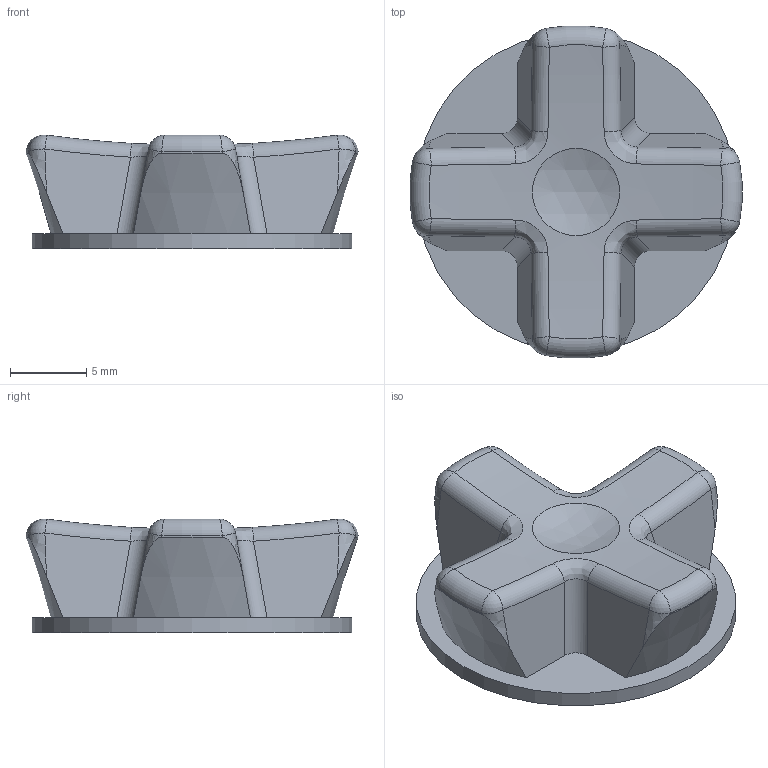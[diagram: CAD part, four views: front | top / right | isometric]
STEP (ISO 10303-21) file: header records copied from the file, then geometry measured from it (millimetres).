
FILE_DESCRIPTION(/* description */ (''),/* implementation_level */ '2;1');
FILE_NAME(/* name */ 'Laos knop.stp',/* time_stamp */ '2015-06-11T19:34:05+02:00',/* author */ (''),/* organization */ (''),/* preprocessor_version */ 'ST-DEVELOPER v15',/* originating_system */ 'SIEMENS PLM Software NX 9.0',/* authorisation */ '');
FILE_SCHEMA (('AUTOMOTIVE_DESIGN { 1 0 10303 214 3 1 1 1 }'));
Length unit declared in the file: millimetre
Products named in the file (1): Moni191C577Csfoy
Bounding box: 21.81 x 21.81 x 7.48 mm (x, y, z)
Volume: 1378.8 mm3; surface area: 1589.4 mm2
Topology: 1 solids, 1 shells, 86 faces, 216 edges, 131 vertices
Faces by surface type: plane 31, cone 12, bspline 12, torus 12, sphere 10, cylinder 9
Full cylindrical faces by diameter (mm): 21 x1
Entity records: 2742 total; most frequent: CARTESIAN_POINT 797, DIRECTION 408, ORIENTED_EDGE 398, EDGE_CURVE 199, AXIS2_PLACEMENT_3D 174, VERTEX_POINT 123, EDGE_LOOP 94, ADVANCED_FACE 86
